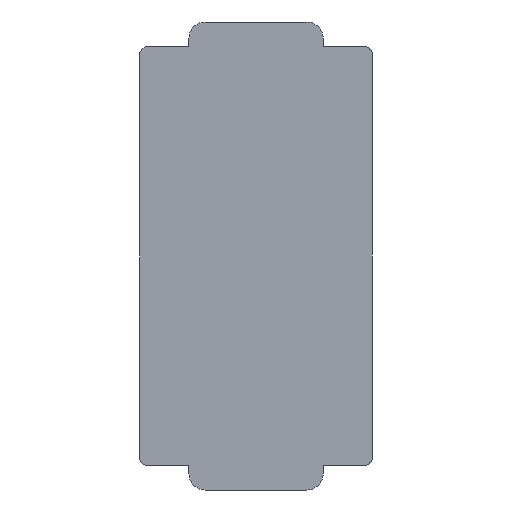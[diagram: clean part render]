
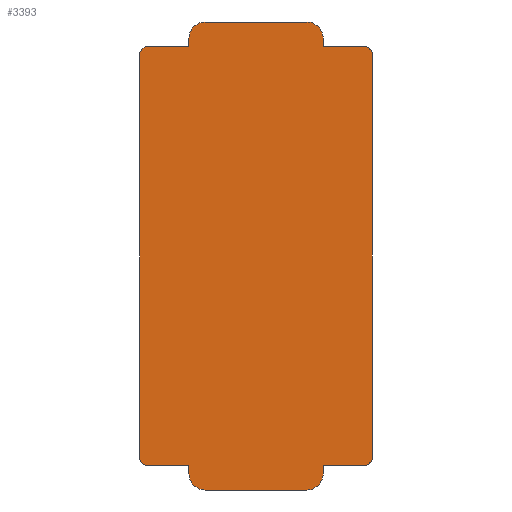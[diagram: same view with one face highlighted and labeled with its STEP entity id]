
A CAD part, front view. The second image highlights one B-rep face of the part: STEP entity #3393.
In plain terms, the highlighted planar face has unit normal (0, -1, 0).
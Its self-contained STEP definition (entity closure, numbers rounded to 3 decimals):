
#800=CIRCLE('',#22873,1.);
#801=CIRCLE('',#22874,1.);
#802=CIRCLE('',#22875,1.);
#803=CIRCLE('',#22876,1.);
#2362=B_SPLINE_CURVE_WITH_KNOTS('',3,(#37480,#37481,#37482,#37483),
 .UNSPECIFIED.,.F.,.F.,(4,4),(0.,1.),.UNSPECIFIED.);
#2363=B_SPLINE_CURVE_WITH_KNOTS('',3,(#37500,#37501,#37502,#37503),
 .UNSPECIFIED.,.F.,.F.,(4,4),(0.,1.),.UNSPECIFIED.);
#2364=B_SPLINE_CURVE_WITH_KNOTS('',3,(#37518,#37519,#37520,#37521),
 .UNSPECIFIED.,.F.,.F.,(4,4),(0.,1.),.UNSPECIFIED.);
#2365=B_SPLINE_CURVE_WITH_KNOTS('',3,(#37523,#37524,#37525,#37526,#37527,
#37528),.UNSPECIFIED.,.F.,.F.,(4,1,1,4),(0.,0.333,0.667,
1.),.UNSPECIFIED.);
#2366=B_SPLINE_CURVE_WITH_KNOTS('',3,(#37532,#37533,#37534,#37535),
 .UNSPECIFIED.,.F.,.F.,(4,4),(0.,1.),.UNSPECIFIED.);
#3393=ADVANCED_FACE('',(#5063),#4050,.T.);
#4050=PLANE('',#22877);
#5063=FACE_OUTER_BOUND('',#6277,.T.);
#6277=EDGE_LOOP('',(#11489,#11490,#11491,#11492,#11493,#11494,#11495,#11496,
#11497,#11498,#11499,#11500,#11501,#11502,#11503,#11504,#11505,#11506,#11507,
#11508,#11509));
#11489=ORIENTED_EDGE('',*,*,#17473,.T.);
#11490=ORIENTED_EDGE('',*,*,#17474,.F.);
#11491=ORIENTED_EDGE('',*,*,#17475,.T.);
#11492=ORIENTED_EDGE('',*,*,#17476,.T.);
#11493=ORIENTED_EDGE('',*,*,#17477,.F.);
#11494=ORIENTED_EDGE('',*,*,#17478,.F.);
#11495=ORIENTED_EDGE('',*,*,#17177,.F.);
#11496=ORIENTED_EDGE('',*,*,#17470,.F.);
#11497=ORIENTED_EDGE('',*,*,#17479,.T.);
#11498=ORIENTED_EDGE('',*,*,#17480,.F.);
#11499=ORIENTED_EDGE('',*,*,#17481,.T.);
#11500=ORIENTED_EDGE('',*,*,#17482,.T.);
#11501=ORIENTED_EDGE('',*,*,#17483,.T.);
#11502=ORIENTED_EDGE('',*,*,#17484,.T.);
#11503=ORIENTED_EDGE('',*,*,#17485,.T.);
#11504=ORIENTED_EDGE('',*,*,#17486,.F.);
#11505=ORIENTED_EDGE('',*,*,#17487,.F.);
#11506=ORIENTED_EDGE('',*,*,#17488,.T.);
#11507=ORIENTED_EDGE('',*,*,#17489,.F.);
#11508=ORIENTED_EDGE('',*,*,#17490,.F.);
#11509=ORIENTED_EDGE('',*,*,#17491,.F.);
#14406=VERTEX_POINT('',#36124);
#14407=VERTEX_POINT('',#36126);
#14557=VERTEX_POINT('',#37484);
#14559=VERTEX_POINT('',#37490);
#14560=VERTEX_POINT('',#37491);
#14561=VERTEX_POINT('',#37493);
#14562=VERTEX_POINT('',#37495);
#14563=VERTEX_POINT('',#37497);
#14564=VERTEX_POINT('',#37499);
#14565=VERTEX_POINT('',#37505);
#14566=VERTEX_POINT('',#37507);
#14567=VERTEX_POINT('',#37509);
#14568=VERTEX_POINT('',#37511);
#14569=VERTEX_POINT('',#37513);
#14570=VERTEX_POINT('',#37515);
#14571=VERTEX_POINT('',#37517);
#14572=VERTEX_POINT('',#37522);
#14573=VERTEX_POINT('',#37529);
#14574=VERTEX_POINT('',#37531);
#14575=VERTEX_POINT('',#37536);
#14576=VERTEX_POINT('',#37538);
#17177=EDGE_CURVE('',#14406,#14407,#19445,.T.);
#17470=EDGE_CURVE('',#14557,#14406,#2362,.T.);
#17473=EDGE_CURVE('',#14559,#14560,#800,.T.);
#17474=EDGE_CURVE('',#14561,#14560,#19630,.T.);
#17475=EDGE_CURVE('',#14561,#14562,#801,.T.);
#17476=EDGE_CURVE('',#14562,#14563,#19631,.T.);
#17477=EDGE_CURVE('',#14564,#14563,#19632,.T.);
#17478=EDGE_CURVE('',#14407,#14564,#2363,.T.);
#17479=EDGE_CURVE('',#14557,#14565,#19633,.T.);
#17480=EDGE_CURVE('',#14566,#14565,#19634,.T.);
#17481=EDGE_CURVE('',#14566,#14567,#802,.T.);
#17482=EDGE_CURVE('',#14567,#14568,#19635,.T.);
#17483=EDGE_CURVE('',#14568,#14569,#803,.T.);
#17484=EDGE_CURVE('',#14569,#14570,#19636,.T.);
#17485=EDGE_CURVE('',#14570,#14571,#19637,.T.);
#17486=EDGE_CURVE('',#14572,#14571,#2364,.T.);
#17487=EDGE_CURVE('',#14573,#14572,#2365,.T.);
#17488=EDGE_CURVE('',#14573,#14574,#19638,.T.);
#17489=EDGE_CURVE('',#14575,#14574,#2366,.T.);
#17490=EDGE_CURVE('',#14576,#14575,#19639,.T.);
#17491=EDGE_CURVE('',#14559,#14576,#19640,.T.);
#19445=LINE('',#36125,#21764);
#19630=LINE('',#37492,#22006);
#19631=LINE('',#37496,#22007);
#19632=LINE('',#37498,#22008);
#19633=LINE('',#37504,#22009);
#19634=LINE('',#37506,#22010);
#19635=LINE('',#37510,#22011);
#19636=LINE('',#37514,#22012);
#19637=LINE('',#37516,#22013);
#19638=LINE('',#37530,#22014);
#19639=LINE('',#37537,#22015);
#19640=LINE('',#37539,#22016);
#21764=VECTOR('',#25749,1.);
#22006=VECTOR('',#26211,1.);
#22007=VECTOR('',#26214,1.);
#22008=VECTOR('',#26215,1.);
#22009=VECTOR('',#26216,1.);
#22010=VECTOR('',#26217,1.);
#22011=VECTOR('',#26220,1.);
#22012=VECTOR('',#26223,1.);
#22013=VECTOR('',#26224,1.);
#22014=VECTOR('',#26225,1.);
#22015=VECTOR('',#26226,1.);
#22016=VECTOR('',#26227,1.);
#22873=AXIS2_PLACEMENT_3D('',#37489,#26209,#26210);
#22874=AXIS2_PLACEMENT_3D('',#37494,#26212,#26213);
#22875=AXIS2_PLACEMENT_3D('',#37508,#26218,#26219);
#22876=AXIS2_PLACEMENT_3D('',#37512,#26221,#26222);
#22877=AXIS2_PLACEMENT_3D('',#37540,#26228,#26229);
#25749=DIRECTION('',(0.,0.,-1.));
#26209=DIRECTION('',(0.,-1.,0.));
#26210=DIRECTION('',(0.,0.,-1.));
#26211=DIRECTION('',(-1.,0.,0.));
#26212=DIRECTION('',(0.,-1.,0.));
#26213=DIRECTION('',(0.,0.,1.));
#26214=DIRECTION('',(0.,0.,1.));
#26215=DIRECTION('',(-1.,0.,0.));
#26216=DIRECTION('',(-1.,0.,0.));
#26217=DIRECTION('',(0.,0.,-1.));
#26218=DIRECTION('',(0.,-1.,0.));
#26219=DIRECTION('',(0.,0.,-1.));
#26220=DIRECTION('',(-1.,0.,0.));
#26221=DIRECTION('',(0.,-1.,0.));
#26222=DIRECTION('',(0.,0.,1.));
#26223=DIRECTION('',(0.,0.,-1.));
#26224=DIRECTION('',(-1.,0.,0.));
#26225=DIRECTION('',(0.,0.,-1.));
#26226=DIRECTION('',(-1.,0.,0.));
#26227=DIRECTION('',(0.,0.,1.));
#26228=DIRECTION('',(0.,-1.,0.));
#26229=DIRECTION('',(-1.,0.,0.));
#36124=CARTESIAN_POINT('',(7.109,0.,12.3));
#36125=CARTESIAN_POINT('',(7.109,0.,12.3));
#36126=CARTESIAN_POINT('',(7.109,0.,-12.3));
#37480=CARTESIAN_POINT('',(6.609,0.,12.8));
#37481=CARTESIAN_POINT('',(6.871,0.,12.8));
#37482=CARTESIAN_POINT('',(7.109,0.,12.562));
#37483=CARTESIAN_POINT('',(7.109,0.,12.3));
#37484=CARTESIAN_POINT('',(6.609,0.,12.8));
#37489=CARTESIAN_POINT('',(-3.1,0.,-13.3));
#37490=CARTESIAN_POINT('',(-4.1,0.,-13.3));
#37491=CARTESIAN_POINT('',(-3.1,0.,-14.3));
#37492=CARTESIAN_POINT('',(3.1,0.,-14.3));
#37493=CARTESIAN_POINT('',(3.1,0.,-14.3));
#37494=CARTESIAN_POINT('',(3.1,0.,-13.3));
#37495=CARTESIAN_POINT('',(4.1,0.,-13.3));
#37496=CARTESIAN_POINT('',(4.1,0.,-13.3));
#37497=CARTESIAN_POINT('',(4.1,0.,-12.8));
#37498=CARTESIAN_POINT('',(6.609,0.,-12.8));
#37499=CARTESIAN_POINT('',(6.609,0.,-12.8));
#37500=CARTESIAN_POINT('',(7.109,0.,-12.3));
#37501=CARTESIAN_POINT('',(7.109,0.,-12.562));
#37502=CARTESIAN_POINT('',(6.871,0.,-12.8));
#37503=CARTESIAN_POINT('',(6.609,0.,-12.8));
#37504=CARTESIAN_POINT('',(6.609,0.,12.8));
#37505=CARTESIAN_POINT('',(4.1,0.,12.8));
#37506=CARTESIAN_POINT('',(4.1,0.,13.3));
#37507=CARTESIAN_POINT('',(4.1,0.,13.3));
#37508=CARTESIAN_POINT('',(3.1,0.,13.3));
#37509=CARTESIAN_POINT('',(3.1,0.,14.3));
#37510=CARTESIAN_POINT('',(3.1,0.,14.3));
#37511=CARTESIAN_POINT('',(-3.1,0.,14.3));
#37512=CARTESIAN_POINT('',(-3.1,0.,13.3));
#37513=CARTESIAN_POINT('',(-4.1,0.,13.3));
#37514=CARTESIAN_POINT('',(-4.1,0.,13.3));
#37515=CARTESIAN_POINT('',(-4.1,0.,12.8));
#37516=CARTESIAN_POINT('',(-4.1,0.,12.8));
#37517=CARTESIAN_POINT('',(-6.618,0.,12.8));
#37518=CARTESIAN_POINT('',(-7.065,0.,12.524));
#37519=CARTESIAN_POINT('',(-6.992,0.,12.67));
#37520=CARTESIAN_POINT('',(-6.823,0.,12.8));
#37521=CARTESIAN_POINT('',(-6.618,0.,12.8));
#37522=CARTESIAN_POINT('',(-7.065,0.,12.524));
#37523=CARTESIAN_POINT('',(-7.118,0.,12.3));
#37524=CARTESIAN_POINT('',(-7.118,0.,12.326));
#37525=CARTESIAN_POINT('',(-7.114,0.,12.377));
#37526=CARTESIAN_POINT('',(-7.096,0.,12.453));
#37527=CARTESIAN_POINT('',(-7.077,0.,12.5));
#37528=CARTESIAN_POINT('',(-7.065,0.,12.524));
#37529=CARTESIAN_POINT('',(-7.118,0.,12.3));
#37530=CARTESIAN_POINT('',(-7.118,0.,12.3));
#37531=CARTESIAN_POINT('',(-7.118,0.,-12.3));
#37532=CARTESIAN_POINT('',(-6.618,0.,-12.8));
#37533=CARTESIAN_POINT('',(-6.903,0.,-12.8));
#37534=CARTESIAN_POINT('',(-7.118,0.,-12.538));
#37535=CARTESIAN_POINT('',(-7.118,0.,-12.3));
#37536=CARTESIAN_POINT('',(-6.618,0.,-12.8));
#37537=CARTESIAN_POINT('',(-4.1,0.,-12.8));
#37538=CARTESIAN_POINT('',(-4.1,0.,-12.8));
#37539=CARTESIAN_POINT('',(-4.1,0.,-13.3));
#37540=CARTESIAN_POINT('',(-7.118,0.,-12.8));
